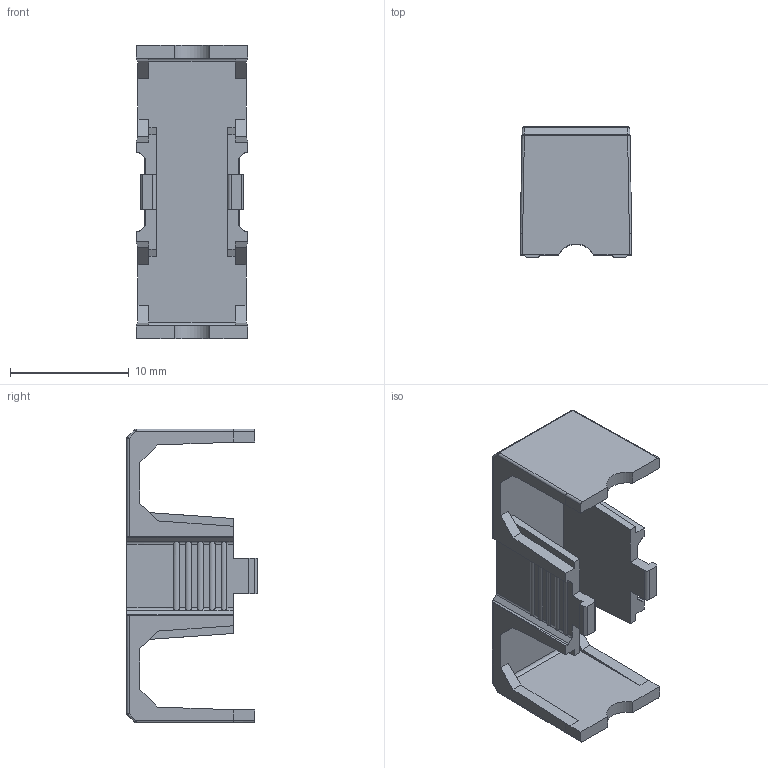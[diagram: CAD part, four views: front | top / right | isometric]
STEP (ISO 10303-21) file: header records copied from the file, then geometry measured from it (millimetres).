
FILE_DESCRIPTION( ( 'Unknown' ), '1' );
FILE_NAME( '696121101001.stp', 'Unknown', ( 'Unknown' ), ( 'Unknown' ), 'PSStep 17.0.49', 'Unknown', ' ' );
FILE_SCHEMA( ( 'AUTOMOTIVE_DESIGN { 1 0 10303 214 1 1 1 1 }' ) );
Length unit declared in the file: millimetre
Products named in the file (1): BS613
Bounding box: 9.4 x 11 x 24.8 mm (x, y, z)
Volume: 627.2 mm3; surface area: 1330.6 mm2
Topology: 1 solids, 1 shells, 162 faces, 456 edges, 288 vertices
Faces by surface type: plane 90, cylinder 64, sphere 8
Entity records: 8102 total; most frequent: CARTESIAN_POINT 2689, ORIENTED_EDGE 896, DIRECTION 806, EDGE_CURVE 448, LINE 320, VECTOR 320, VERTEX_POINT 288, AXIS2_PLACEMENT_3D 243
